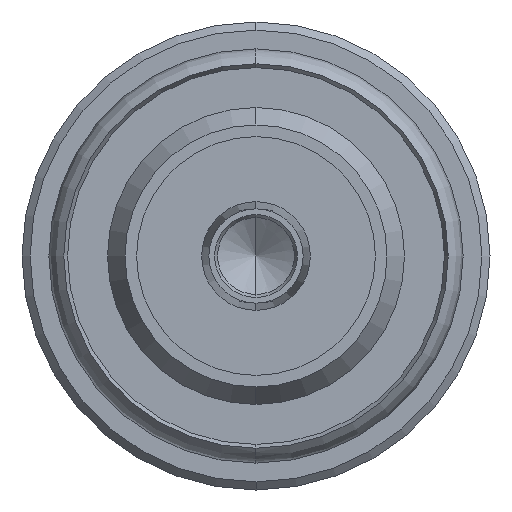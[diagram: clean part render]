
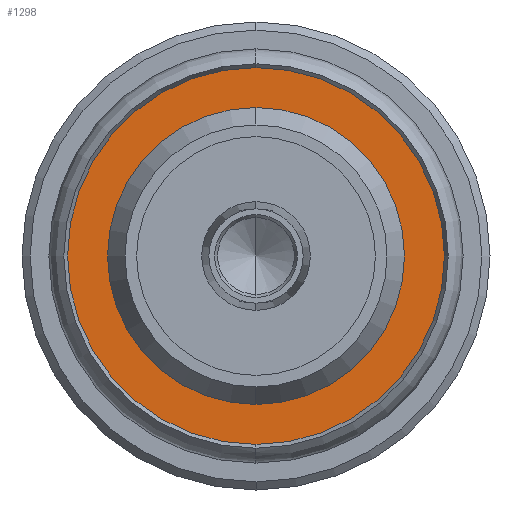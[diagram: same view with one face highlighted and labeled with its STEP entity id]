
A CAD part, left-side view. The second image highlights one B-rep face of the part: STEP entity #1298.
In plain terms, the highlighted planar face has unit normal (-1, 0, 0).
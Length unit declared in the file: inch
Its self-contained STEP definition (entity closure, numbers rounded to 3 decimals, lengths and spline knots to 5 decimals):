
#683 = DIRECTION ( 'NONE',  ( 0., 0., -1. ) ) ;
#685 = DIRECTION ( 'NONE',  ( 1., 0., 0. ) ) ;
#686 = CARTESIAN_POINT ( 'NONE',  ( -0.38649, 0., 0. ) ) ;
#688 = DIRECTION ( 'NONE',  ( 0., 0., -1. ) ) ;
#690 = DIRECTION ( 'NONE',  ( 1., 0., 0. ) ) ;
#691 = CARTESIAN_POINT ( 'NONE',  ( -0.38649, 0., 0. ) ) ;
#1158 = EDGE_CURVE ( 'NONE', #3686, #3763, #3910, .T. ) ;
#1159 = EDGE_CURVE ( 'NONE', #3684, #3685, #3911, .T. ) ;
#1246 = EDGE_CURVE ( 'NONE', #3685, #3684, #4043, .T. ) ;
#1248 = EDGE_CURVE ( 'NONE', #3763, #3686, #4046, .T. ) ;
#1298 = ADVANCED_FACE ( 'NONE', ( #4125, #4131 ), #2879, .F. ) ;
#1608 = AXIS2_PLACEMENT_3D ( 'NONE', #691, #690, #688 ) ;
#1609 = AXIS2_PLACEMENT_3D ( 'NONE', #686, #685, #683 ) ;
#1651 = AXIS2_PLACEMENT_3D ( 'NONE', #3094, #3091, #3089 ) ;
#1652 = AXIS2_PLACEMENT_3D ( 'NONE', #3081, #3079, #3073 ) ;
#1694 = AXIS2_PLACEMENT_3D ( 'NONE', #2885, #2889, #2877 ) ;
#2116 = CARTESIAN_POINT ( 'NONE',  ( -0.38649, 0., 0.22987 ) ) ;
#2215 = CARTESIAN_POINT ( 'NONE',  ( -0.38649, 0., -0.1811 ) ) ;
#2216 = CARTESIAN_POINT ( 'NONE',  ( -0.38649, 0., 0.1811 ) ) ;
#2220 = CARTESIAN_POINT ( 'NONE',  ( -0.38649, 0., -0.22987 ) ) ;
#2877 = DIRECTION ( 'NONE',  ( 0., 0., -1. ) ) ;
#2879 = PLANE ( 'NONE',  #1694 ) ;
#2885 = CARTESIAN_POINT ( 'NONE',  ( -0.38649, 0., 0. ) ) ;
#2889 = DIRECTION ( 'NONE',  ( 1., 0., 0. ) ) ;
#3073 = DIRECTION ( 'NONE',  ( 0., 0., -1. ) ) ;
#3079 = DIRECTION ( 'NONE',  ( 1., 0., 0. ) ) ;
#3081 = CARTESIAN_POINT ( 'NONE',  ( -0.38649, 0., 0. ) ) ;
#3089 = DIRECTION ( 'NONE',  ( 0., 0., -1. ) ) ;
#3091 = DIRECTION ( 'NONE',  ( 1., 0., 0. ) ) ;
#3094 = CARTESIAN_POINT ( 'NONE',  ( -0.38649, 0., 0. ) ) ;
#3271 = ORIENTED_EDGE ( 'NONE', *, *, #1248, .F. ) ;
#3276 = ORIENTED_EDGE ( 'NONE', *, *, #1159, .T. ) ;
#3287 = ORIENTED_EDGE ( 'NONE', *, *, #1246, .T. ) ;
#3292 = ORIENTED_EDGE ( 'NONE', *, *, #1158, .F. ) ;
#3684 = VERTEX_POINT ( 'NONE', #2216 ) ;
#3685 = VERTEX_POINT ( 'NONE', #2215 ) ;
#3686 = VERTEX_POINT ( 'NONE', #2220 ) ;
#3763 = VERTEX_POINT ( 'NONE', #2116 ) ;
#3910 = CIRCLE ( 'NONE', #1608, 0.22987 ) ;
#3911 = CIRCLE ( 'NONE', #1609, 0.1811 ) ;
#4043 = CIRCLE ( 'NONE', #1651, 0.1811 ) ;
#4046 = CIRCLE ( 'NONE', #1652, 0.22987 ) ;
#4125 = FACE_OUTER_BOUND ( 'NONE', #4511, .T. ) ;
#4131 = FACE_BOUND ( 'NONE', #4509, .T. ) ;
#4509 = EDGE_LOOP ( 'NONE', ( #3287, #3276 ) ) ;
#4511 = EDGE_LOOP ( 'NONE', ( #3271, #3292 ) ) ;
